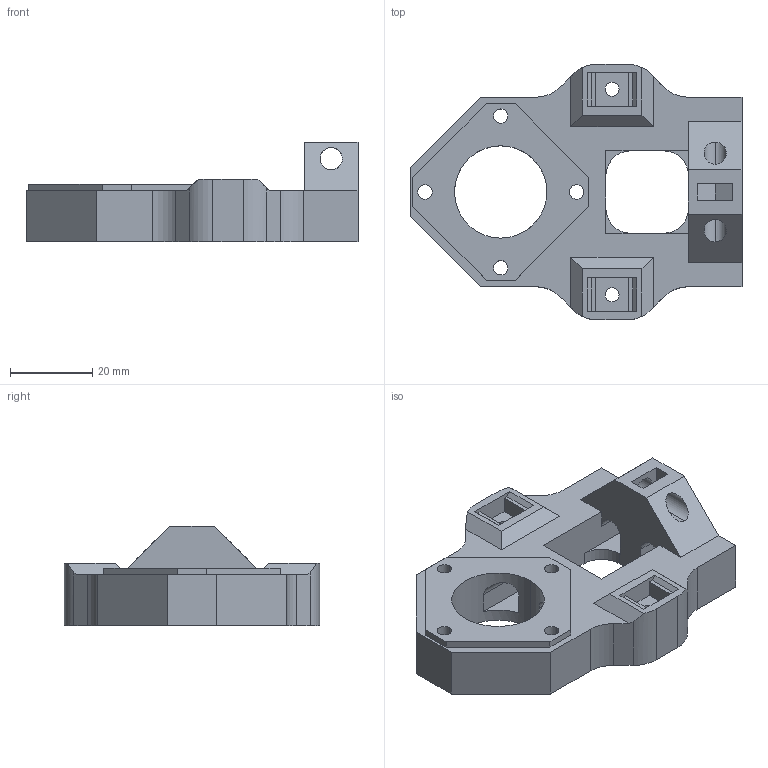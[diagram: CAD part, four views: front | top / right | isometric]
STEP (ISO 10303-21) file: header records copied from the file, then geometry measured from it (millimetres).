
FILE_DESCRIPTION (( 'STEP AP214' ), '1' );
FILE_NAME ('x-motor-bracket.STEP', '2011-09-01T23:15:48', ( 'Owner' ), ( '22ndstreetcomputers.com' ), 'SwSTEP 2.0', 'SolidWorks 2010', '' );
FILE_SCHEMA (( 'AUTOMOTIVE_DESIGN' ));
Length unit declared in the file: millimetre
Products named in the file (1): x-motor-bracket
Bounding box: 80.5 x 62 x 24.15 mm (x, y, z)
Volume: 35010.5 mm3; surface area: 16463.3 mm2
Topology: 1 solids, 1 shells, 121 faces, 345 edges, 230 vertices
Faces by surface type: plane 77, cylinder 44
Entity records: 4099 total; most frequent: CARTESIAN_POINT 791, ORIENTED_EDGE 690, DIRECTION 663, EDGE_CURVE 345, LINE 251, VECTOR 251, VERTEX_POINT 230, AXIS2_PLACEMENT_3D 206
